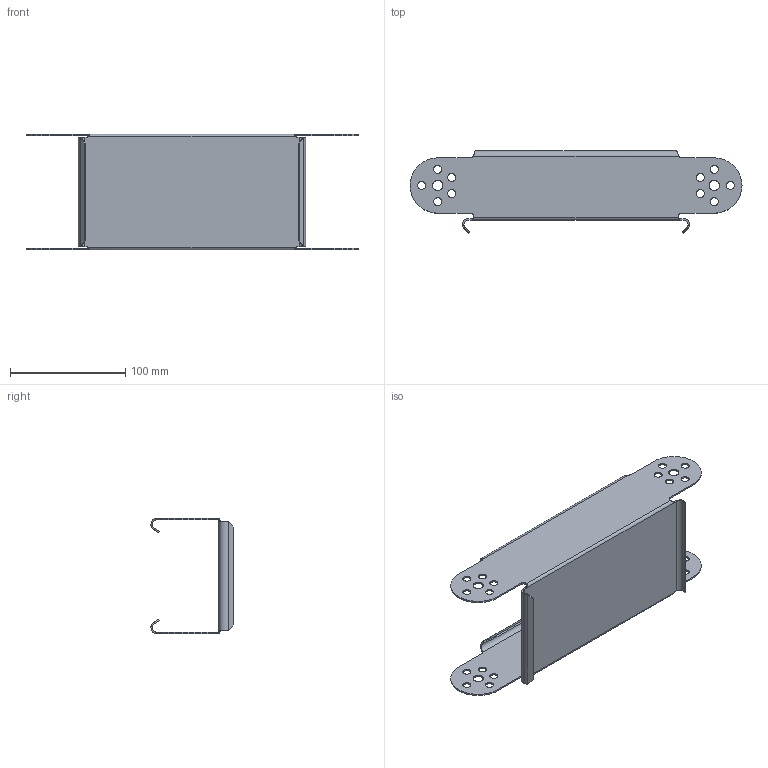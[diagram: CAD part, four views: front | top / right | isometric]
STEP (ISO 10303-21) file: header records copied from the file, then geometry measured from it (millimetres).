
FILE_DESCRIPTION((''),'2;1');
FILE_NAME('7005326','2012-10-27T',('AndreasKeweloh'),(''),'PRO/ENGINEER BY PARAMETRIC TECHNOLOGY CORPORATION, 2012230','PRO/ENGINEER BY PARAMETRIC TECHNOLOGY CORPORATION, 2012230','');
FILE_SCHEMA(('CONFIG_CONTROL_DESIGN'));
Length unit declared in the file: millimetre
Products named in the file (1): 7005326
Bounding box: 288 x 71.25 x 100 mm (x, y, z)
Volume: 68585.4 mm3; surface area: 111961.5 mm2
Topology: 1 solids, 1 shells, 134 faces, 352 edges, 220 vertices
Faces by surface type: cylinder 78, plane 44, bspline 12
Entity records: 4952 total; most frequent: CARTESIAN_POINT 1484, DIRECTION 712, ORIENTED_EDGE 704, EDGE_CURVE 352, AXIS2_PLACEMENT_3D 262, VERTEX_POINT 220, VECTOR 188, LINE 188
